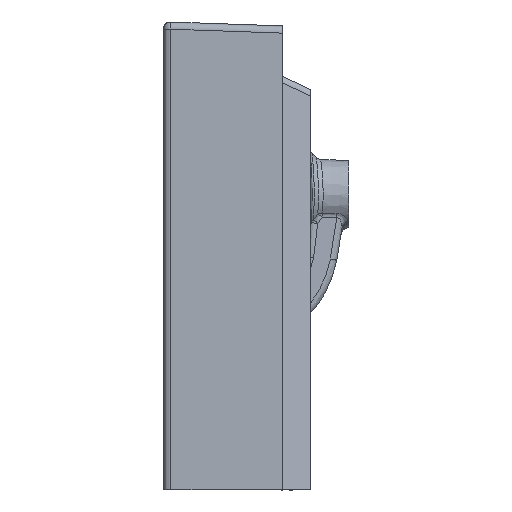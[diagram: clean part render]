
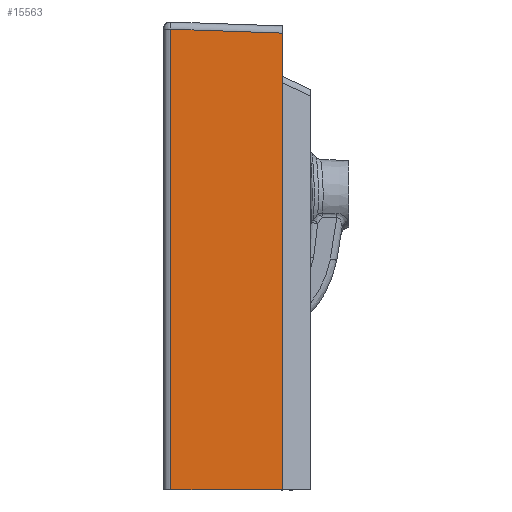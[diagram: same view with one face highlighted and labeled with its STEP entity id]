
A CAD part, left-side view. The second image highlights one B-rep face of the part: STEP entity #15563.
In plain terms, the highlighted planar face has unit normal (-0.999, -0.035, 0).
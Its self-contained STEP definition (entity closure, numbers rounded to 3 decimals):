
#1026 = EDGE_CURVE ( 'NONE', #31595, #2625, #13091, .T. ) ;
#2352 = FACE_OUTER_BOUND ( 'NONE', #6780, .T. ) ;
#2625 = VERTEX_POINT ( 'NONE', #14286 ) ;
#5188 = EDGE_CURVE ( 'NONE', #27760, #31595, #13259, .T. ) ;
#5544 = LINE ( 'NONE', #43154, #15027 ) ;
#5984 = ORIENTED_EDGE ( 'NONE', *, *, #5188, .T. ) ;
#6780 = EDGE_LOOP ( 'NONE', ( #5984, #8211, #19498, #36273 ) ) ;
#8211 = ORIENTED_EDGE ( 'NONE', *, *, #1026, .T. ) ;
#9423 = DIRECTION ( 'NONE',  ( 0.035, -0.999, 0. ) ) ;
#9474 = EDGE_CURVE ( 'NONE', #27760, #9614, #5544, .T. ) ;
#9614 = VERTEX_POINT ( 'NONE', #32986 ) ;
#13091 = LINE ( 'NONE', #26599, #43669 ) ;
#13218 = CARTESIAN_POINT ( 'NONE',  ( -299.449, -116., 178.953 ) ) ;
#13259 = LINE ( 'NONE', #26096, #19075 ) ;
#14286 = CARTESIAN_POINT ( 'NONE',  ( -303.247, -7.244, -265. ) ) ;
#15027 = VECTOR ( 'NONE', #19488, 1000. ) ;
#15563 = ADVANCED_FACE ( 'NONE', ( #2352 ), #43727, .T. ) ;
#19075 = VECTOR ( 'NONE', #43358, 1000. ) ;
#19320 = DIRECTION ( 'NONE',  ( -0.035, 0.999, 0. ) ) ;
#19488 = DIRECTION ( 'NONE',  ( 0., 0., -1. ) ) ;
#19498 = ORIENTED_EDGE ( 'NONE', *, *, #22613, .F. ) ;
#19984 = LINE ( 'NONE', #22641, #38288 ) ;
#21540 = CARTESIAN_POINT ( 'NONE',  ( -303.247, -7.244, 182.751 ) ) ;
#22613 = EDGE_CURVE ( 'NONE', #9614, #2625, #19984, .T. ) ;
#22641 = CARTESIAN_POINT ( 'NONE',  ( -297.571, -169.793, -265. ) ) ;
#26096 = CARTESIAN_POINT ( 'NONE',  ( -302.955, -15.607, 182.459 ) ) ;
#26599 = CARTESIAN_POINT ( 'NONE',  ( -303.247, -7.244, -265. ) ) ;
#26999 = AXIS2_PLACEMENT_3D ( 'NONE', #29345, #42838, #9423 ) ;
#27760 = VERTEX_POINT ( 'NONE', #13218 ) ;
#29345 = CARTESIAN_POINT ( 'NONE',  ( -303.5, 0., -265. ) ) ;
#31595 = VERTEX_POINT ( 'NONE', #21540 ) ;
#32986 = CARTESIAN_POINT ( 'NONE',  ( -299.449, -116., -265. ) ) ;
#36273 = ORIENTED_EDGE ( 'NONE', *, *, #9474, .F. ) ;
#38288 = VECTOR ( 'NONE', #19320, 1000. ) ;
#40090 = DIRECTION ( 'NONE',  ( 0., 0., -1. ) ) ;
#42838 = DIRECTION ( 'NONE',  ( -0.999, -0.035, 0. ) ) ;
#43154 = CARTESIAN_POINT ( 'NONE',  ( -299.449, -116., -265. ) ) ;
#43358 = DIRECTION ( 'NONE',  ( -0.035, 0.999, 0.035 ) ) ;
#43669 = VECTOR ( 'NONE', #40090, 1000. ) ;
#43727 = PLANE ( 'NONE',  #26999 ) ;
